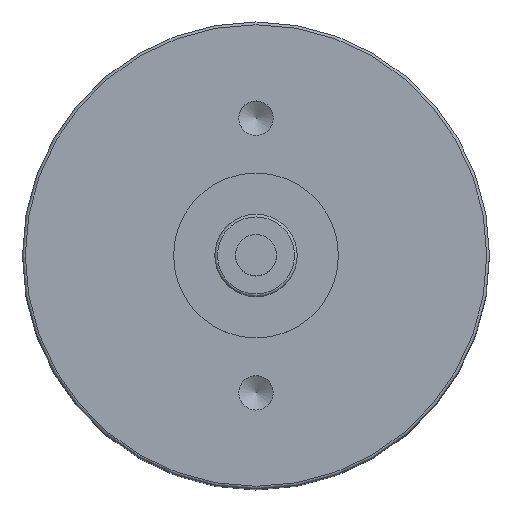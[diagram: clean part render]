
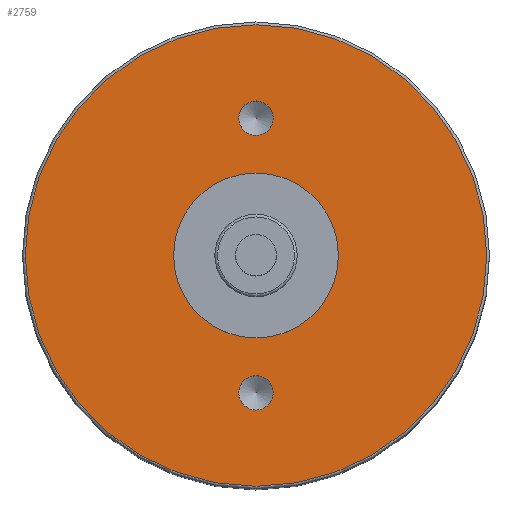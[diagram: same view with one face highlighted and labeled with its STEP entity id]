
A CAD part, top view. The second image highlights one B-rep face of the part: STEP entity #2759.
In plain terms, the highlighted planar face has unit normal (0, 0, 1).
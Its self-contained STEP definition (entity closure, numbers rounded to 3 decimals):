
#536 = CIRCLE ( 'NONE', #617, 8.4 ) ;
#537 = CIRCLE ( 'NONE', #618, 0.625 ) ;
#538 = CIRCLE ( 'NONE', #619, 0.625 ) ;
#617 = AXIS2_PLACEMENT_3D ( 'NONE', #2101, #2102, #2103 ) ;
#618 = AXIS2_PLACEMENT_3D ( 'NONE', #2104, #2105, #2106 ) ;
#619 = AXIS2_PLACEMENT_3D ( 'NONE', #2107, #2108, #2109 ) ;
#706 = VERTEX_POINT ( 'NONE', #707 ) ;
#707 = CARTESIAN_POINT ( 'NONE',  ( 8.4, 0., 0. ) ) ;
#708 = VERTEX_POINT ( 'NONE', #709 ) ;
#709 = CARTESIAN_POINT ( 'NONE',  ( 0.625, -5., 0. ) ) ;
#710 = VERTEX_POINT ( 'NONE', #711 ) ;
#711 = CARTESIAN_POINT ( 'NONE',  ( 0.625, 5., 0. ) ) ;
#889 = FACE_OUTER_BOUND ( 'NONE', #2961, .T. ) ;
#894 = FACE_BOUND ( 'NONE', #2941, .T. ) ;
#900 = FACE_BOUND ( 'NONE', #2940, .T. ) ;
#902 = AXIS2_PLACEMENT_3D ( 'NONE', #1034, #1035, #1036 ) ;
#1033 = PLANE ( 'NONE',  #902 ) ;
#1034 = CARTESIAN_POINT ( 'NONE',  ( 0., 0., 0. ) ) ;
#1035 = DIRECTION ( 'NONE',  ( 0., 0., 1. ) ) ;
#1036 = DIRECTION ( 'NONE',  ( 1., 0., 0. ) ) ;
#1669 = EDGE_CURVE ( 'NONE', #706, #706, #536, .T. ) ;
#1670 = EDGE_CURVE ( 'NONE', #708, #708, #537, .T. ) ;
#1671 = EDGE_CURVE ( 'NONE', #710, #710, #538, .T. ) ;
#2101 = CARTESIAN_POINT ( 'NONE',  ( 0., 0., 0. ) ) ;
#2102 = DIRECTION ( 'NONE',  ( 0., 0., 1. ) ) ;
#2103 = DIRECTION ( 'NONE',  ( 1., 0., 0. ) ) ;
#2104 = CARTESIAN_POINT ( 'NONE',  ( 0., -5., 0. ) ) ;
#2105 = DIRECTION ( 'NONE',  ( 0., 0., 1. ) ) ;
#2106 = DIRECTION ( 'NONE',  ( 1., 0., 0. ) ) ;
#2107 = CARTESIAN_POINT ( 'NONE',  ( 0., 5., 0. ) ) ;
#2108 = DIRECTION ( 'NONE',  ( 0., 0., 1. ) ) ;
#2109 = DIRECTION ( 'NONE',  ( 1., 0., 0. ) ) ;
#2759 = ADVANCED_FACE ( 'NONE', ( #889, #894, #900 ), #1033, .T. ) ;
#2855 = ORIENTED_EDGE ( 'NONE', *, *, #1669, .T. ) ;
#2859 = ORIENTED_EDGE ( 'NONE', *, *, #1670, .F. ) ;
#2860 = ORIENTED_EDGE ( 'NONE', *, *, #1671, .F. ) ;
#2940 = EDGE_LOOP ( 'NONE', ( #2860 ) ) ;
#2941 = EDGE_LOOP ( 'NONE', ( #2859 ) ) ;
#2961 = EDGE_LOOP ( 'NONE', ( #2855 ) ) ;
